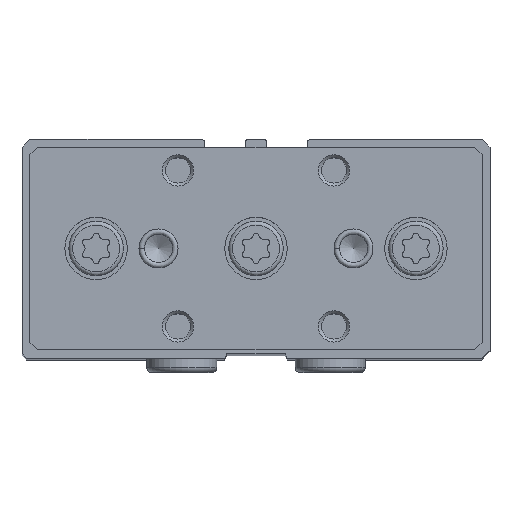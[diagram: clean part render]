
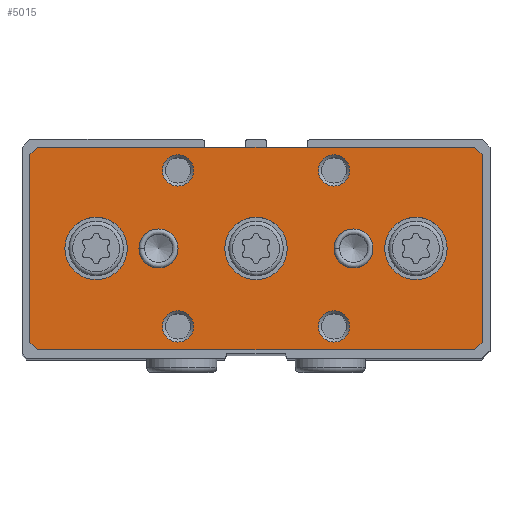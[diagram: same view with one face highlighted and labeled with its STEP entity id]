
A CAD part, top view. The second image highlights one B-rep face of the part: STEP entity #5015.
In plain terms, the highlighted face is planar.
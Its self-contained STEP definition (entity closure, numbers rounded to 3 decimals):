
#210=PLANE('',#5556);
#414=CIRCLE('',#5557,4.);
#415=CIRCLE('',#5558,4.);
#416=CIRCLE('',#5559,4.);
#417=CIRCLE('',#5560,2.5);
#418=CIRCLE('',#5561,2.5);
#419=CIRCLE('',#5562,2.);
#420=CIRCLE('',#5563,2.);
#421=CIRCLE('',#5564,2.);
#422=CIRCLE('',#5565,2.);
#742=LINE('',#8472,#1020);
#743=LINE('',#8475,#1021);
#744=LINE('',#8477,#1022);
#745=LINE('',#8479,#1023);
#746=LINE('',#8481,#1024);
#747=LINE('',#8483,#1025);
#748=LINE('',#8485,#1026);
#749=LINE('',#8487,#1027);
#1020=VECTOR('',#6733,1000.);
#1021=VECTOR('',#6734,1000.);
#1022=VECTOR('',#6735,1000.);
#1023=VECTOR('',#6736,1000.);
#1024=VECTOR('',#6737,1000.);
#1025=VECTOR('',#6738,1000.);
#1026=VECTOR('',#6739,1000.);
#1027=VECTOR('',#6740,1000.);
#1872=ORIENTED_EDGE('',*,*,#2813,.F.);
#1873=ORIENTED_EDGE('',*,*,#2814,.F.);
#1874=ORIENTED_EDGE('',*,*,#2815,.F.);
#1875=ORIENTED_EDGE('',*,*,#2816,.F.);
#1876=ORIENTED_EDGE('',*,*,#2817,.F.);
#1877=ORIENTED_EDGE('',*,*,#2818,.F.);
#1878=ORIENTED_EDGE('',*,*,#2819,.F.);
#1879=ORIENTED_EDGE('',*,*,#2820,.F.);
#1880=ORIENTED_EDGE('',*,*,#2821,.F.);
#1881=ORIENTED_EDGE('',*,*,#2822,.T.);
#1882=ORIENTED_EDGE('',*,*,#2823,.T.);
#1883=ORIENTED_EDGE('',*,*,#2824,.T.);
#1884=ORIENTED_EDGE('',*,*,#2825,.T.);
#1885=ORIENTED_EDGE('',*,*,#2826,.T.);
#1886=ORIENTED_EDGE('',*,*,#2827,.T.);
#1887=ORIENTED_EDGE('',*,*,#2828,.T.);
#1888=ORIENTED_EDGE('',*,*,#2829,.T.);
#2813=EDGE_CURVE('',#3387,#3387,#414,.T.);
#2814=EDGE_CURVE('',#3388,#3388,#415,.T.);
#2815=EDGE_CURVE('',#3389,#3389,#416,.T.);
#2816=EDGE_CURVE('',#3390,#3390,#417,.T.);
#2817=EDGE_CURVE('',#3391,#3391,#418,.T.);
#2818=EDGE_CURVE('',#3392,#3392,#419,.T.);
#2819=EDGE_CURVE('',#3393,#3393,#420,.T.);
#2820=EDGE_CURVE('',#3394,#3394,#421,.T.);
#2821=EDGE_CURVE('',#3395,#3395,#422,.T.);
#2822=EDGE_CURVE('',#3396,#3397,#742,.T.);
#2823=EDGE_CURVE('',#3397,#3398,#743,.T.);
#2824=EDGE_CURVE('',#3398,#3399,#744,.T.);
#2825=EDGE_CURVE('',#3399,#3400,#745,.T.);
#2826=EDGE_CURVE('',#3400,#3401,#746,.T.);
#2827=EDGE_CURVE('',#3401,#3402,#747,.T.);
#2828=EDGE_CURVE('',#3402,#3403,#748,.T.);
#2829=EDGE_CURVE('',#3403,#3396,#749,.T.);
#3387=VERTEX_POINT('',#8455);
#3388=VERTEX_POINT('',#8457);
#3389=VERTEX_POINT('',#8459);
#3390=VERTEX_POINT('',#8461);
#3391=VERTEX_POINT('',#8463);
#3392=VERTEX_POINT('',#8465);
#3393=VERTEX_POINT('',#8467);
#3394=VERTEX_POINT('',#8469);
#3395=VERTEX_POINT('',#8471);
#3396=VERTEX_POINT('',#8473);
#3397=VERTEX_POINT('',#8474);
#3398=VERTEX_POINT('',#8476);
#3399=VERTEX_POINT('',#8478);
#3400=VERTEX_POINT('',#8480);
#3401=VERTEX_POINT('',#8482);
#3402=VERTEX_POINT('',#8484);
#3403=VERTEX_POINT('',#8486);
#3958=EDGE_LOOP('',(#1872));
#3959=EDGE_LOOP('',(#1873));
#3960=EDGE_LOOP('',(#1874));
#3961=EDGE_LOOP('',(#1875));
#3962=EDGE_LOOP('',(#1876));
#3963=EDGE_LOOP('',(#1877));
#3964=EDGE_LOOP('',(#1878));
#3965=EDGE_LOOP('',(#1879));
#3966=EDGE_LOOP('',(#1880));
#3967=EDGE_LOOP('',(#1881,#1882,#1883,#1884,#1885,#1886,#1887,#1888));
#4469=FACE_BOUND('',#3958,.T.);
#4470=FACE_BOUND('',#3959,.T.);
#4471=FACE_BOUND('',#3960,.T.);
#4472=FACE_BOUND('',#3961,.T.);
#4473=FACE_BOUND('',#3962,.T.);
#4474=FACE_BOUND('',#3963,.T.);
#4475=FACE_BOUND('',#3964,.T.);
#4476=FACE_BOUND('',#3965,.T.);
#4477=FACE_BOUND('',#3966,.T.);
#4478=FACE_BOUND('',#3967,.T.);
#5015=ADVANCED_FACE('',(#4469,#4470,#4471,#4472,#4473,#4474,#4475,#4476,
#4477,#4478),#210,.T.);
#5556=AXIS2_PLACEMENT_3D('',#8453,#6713,#6714);
#5557=AXIS2_PLACEMENT_3D('',#8454,#6715,#6716);
#5558=AXIS2_PLACEMENT_3D('',#8456,#6717,#6718);
#5559=AXIS2_PLACEMENT_3D('',#8458,#6719,#6720);
#5560=AXIS2_PLACEMENT_3D('',#8460,#6721,#6722);
#5561=AXIS2_PLACEMENT_3D('',#8462,#6723,#6724);
#5562=AXIS2_PLACEMENT_3D('',#8464,#6725,#6726);
#5563=AXIS2_PLACEMENT_3D('',#8466,#6727,#6728);
#5564=AXIS2_PLACEMENT_3D('',#8468,#6729,#6730);
#5565=AXIS2_PLACEMENT_3D('',#8470,#6731,#6732);
#6713=DIRECTION('',(1.,0.,0.));
#6714=DIRECTION('',(0.,0.,-1.));
#6715=DIRECTION('',(1.,0.,0.));
#6716=DIRECTION('',(0.,0.,-1.));
#6717=DIRECTION('',(1.,0.,0.));
#6718=DIRECTION('',(0.,0.,-1.));
#6719=DIRECTION('',(1.,0.,0.));
#6720=DIRECTION('',(0.,0.,-1.));
#6721=DIRECTION('',(1.,0.,0.));
#6722=DIRECTION('',(0.,0.,-1.));
#6723=DIRECTION('',(1.,0.,0.));
#6724=DIRECTION('',(0.,0.,-1.));
#6725=DIRECTION('',(1.,0.,0.));
#6726=DIRECTION('',(0.,0.,-1.));
#6727=DIRECTION('',(1.,0.,0.));
#6728=DIRECTION('',(0.,0.,-1.));
#6729=DIRECTION('',(1.,0.,0.));
#6730=DIRECTION('',(0.,0.,-1.));
#6731=DIRECTION('',(1.,0.,0.));
#6732=DIRECTION('',(0.,0.,-1.));
#6733=DIRECTION('',(0.,-1.,0.));
#6734=DIRECTION('',(0.,-0.707,-0.707));
#6735=DIRECTION('',(0.,0.,-1.));
#6736=DIRECTION('',(0.,0.707,-0.707));
#6737=DIRECTION('',(0.,1.,0.));
#6738=DIRECTION('',(0.,0.707,0.707));
#6739=DIRECTION('',(0.,0.,1.));
#6740=DIRECTION('',(0.,-0.707,0.707));
#8453=CARTESIAN_POINT('',(13.,0.,0.));
#8454=CARTESIAN_POINT('',(13.,0.,20.5));
#8455=CARTESIAN_POINT('',(13.,0.,16.5));
#8456=CARTESIAN_POINT('',(13.,0.,-20.5));
#8457=CARTESIAN_POINT('',(13.,0.,-24.5));
#8458=CARTESIAN_POINT('',(13.,0.,0.));
#8459=CARTESIAN_POINT('',(13.,0.,-4.));
#8460=CARTESIAN_POINT('',(13.,0.,12.5));
#8461=CARTESIAN_POINT('',(13.,0.,10.));
#8462=CARTESIAN_POINT('',(13.,0.,-12.5));
#8463=CARTESIAN_POINT('',(13.,0.,-15.));
#8464=CARTESIAN_POINT('',(13.,-10.,10.));
#8465=CARTESIAN_POINT('',(13.,-10.,8.));
#8466=CARTESIAN_POINT('',(13.,-10.,-10.));
#8467=CARTESIAN_POINT('',(13.,-10.,-12.));
#8468=CARTESIAN_POINT('',(13.,10.,10.));
#8469=CARTESIAN_POINT('',(13.,10.,8.));
#8470=CARTESIAN_POINT('',(13.,10.,-10.));
#8471=CARTESIAN_POINT('',(13.,10.,-12.));
#8472=CARTESIAN_POINT('',(13.,12.,29.));
#8473=CARTESIAN_POINT('',(13.,12.,29.));
#8474=CARTESIAN_POINT('',(13.,-12.,29.));
#8475=CARTESIAN_POINT('',(13.,-12.,29.));
#8476=CARTESIAN_POINT('',(13.,-13.,28.));
#8477=CARTESIAN_POINT('',(13.,-13.,28.));
#8478=CARTESIAN_POINT('',(13.,-13.,-28.));
#8479=CARTESIAN_POINT('',(13.,-13.,-28.));
#8480=CARTESIAN_POINT('',(13.,-12.,-29.));
#8481=CARTESIAN_POINT('',(13.,-12.,-29.));
#8482=CARTESIAN_POINT('',(13.,12.,-29.));
#8483=CARTESIAN_POINT('',(13.,12.,-29.));
#8484=CARTESIAN_POINT('',(13.,13.,-28.));
#8485=CARTESIAN_POINT('',(13.,13.,-28.));
#8486=CARTESIAN_POINT('',(13.,13.,28.));
#8487=CARTESIAN_POINT('',(13.,13.,28.));
